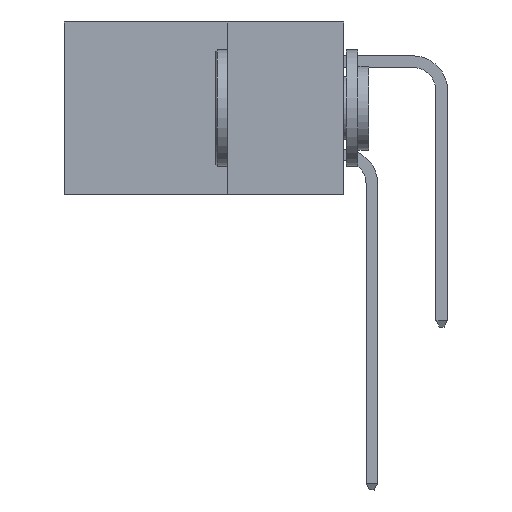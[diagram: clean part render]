
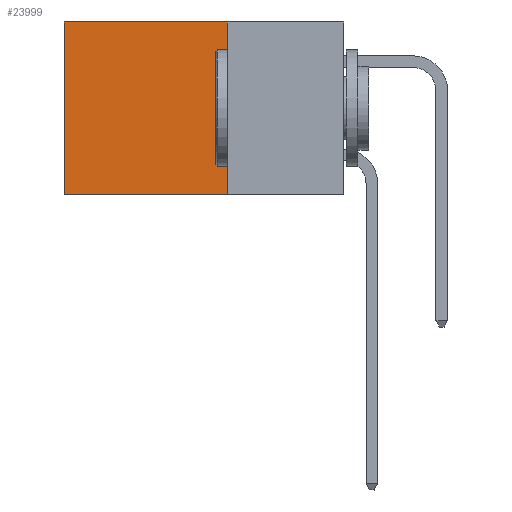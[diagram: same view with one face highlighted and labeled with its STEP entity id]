
A CAD part, left-side view. The second image highlights one B-rep face of the part: STEP entity #23999.
In plain terms, the highlighted planar face has unit normal (-1, 0, 0).
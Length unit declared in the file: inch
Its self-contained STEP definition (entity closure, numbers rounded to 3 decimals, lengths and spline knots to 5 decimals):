
#608 = EDGE_CURVE ( 'NONE', #5181, #17609, #16844, .T. ) ;
#1408 = DIRECTION ( 'NONE',  ( 0., 1., 0. ) ) ;
#1516 = CARTESIAN_POINT ( 'NONE',  ( 0.298, 0.25, 0. ) ) ;
#2633 = VECTOR ( 'NONE', #25181, 39.37008 ) ;
#2641 = CARTESIAN_POINT ( 'NONE',  ( 0.298, 0.6, -0.37 ) ) ;
#4202 = LINE ( 'NONE', #11161, #14836 ) ;
#5181 = VERTEX_POINT ( 'NONE', #13239 ) ;
#6488 = DIRECTION ( 'NONE',  ( 0., 1., 0. ) ) ;
#7099 = AXIS2_PLACEMENT_3D ( 'NONE', #1516, #15501, #17757 ) ;
#7450 = EDGE_LOOP ( 'NONE', ( #11870, #20782, #9816, #19114 ) ) ;
#8217 = VERTEX_POINT ( 'NONE', #19042 ) ;
#8721 = FACE_OUTER_BOUND ( 'NONE', #7450, .T. ) ;
#9248 = CARTESIAN_POINT ( 'NONE',  ( 0.298, 0.6, 0. ) ) ;
#9289 = DIRECTION ( 'NONE',  ( 0., 0., -1. ) ) ;
#9816 = ORIENTED_EDGE ( 'NONE', *, *, #16953, .F. ) ;
#10405 = EDGE_CURVE ( 'NONE', #17609, #13284, #25199, .T. ) ;
#11161 = CARTESIAN_POINT ( 'NONE',  ( 0.298, 0.25, 0. ) ) ;
#11870 = ORIENTED_EDGE ( 'NONE', *, *, #10405, .T. ) ;
#12027 = LINE ( 'NONE', #22805, #15493 ) ;
#13239 = CARTESIAN_POINT ( 'NONE',  ( 0.298, 0.25, 0. ) ) ;
#13284 = VERTEX_POINT ( 'NONE', #2641 ) ;
#13498 = CARTESIAN_POINT ( 'NONE',  ( 0.298, 0.25, 0. ) ) ;
#14836 = VECTOR ( 'NONE', #9289, 39.37008 ) ;
#15493 = VECTOR ( 'NONE', #6488, 39.37008 ) ;
#15501 = DIRECTION ( 'NONE',  ( 1., 0., 0. ) ) ;
#16844 = LINE ( 'NONE', #13498, #24388 ) ;
#16953 = EDGE_CURVE ( 'NONE', #5181, #8217, #4202, .T. ) ;
#17609 = VERTEX_POINT ( 'NONE', #17779 ) ;
#17757 = DIRECTION ( 'NONE',  ( 0., 0., -1. ) ) ;
#17779 = CARTESIAN_POINT ( 'NONE',  ( 0.298, 0.6, 0. ) ) ;
#19042 = CARTESIAN_POINT ( 'NONE',  ( 0.298, 0.25, -0.37 ) ) ;
#19114 = ORIENTED_EDGE ( 'NONE', *, *, #608, .T. ) ;
#20782 = ORIENTED_EDGE ( 'NONE', *, *, #21480, .F. ) ;
#21480 = EDGE_CURVE ( 'NONE', #8217, #13284, #12027, .T. ) ;
#22805 = CARTESIAN_POINT ( 'NONE',  ( 0.298, 0.25, -0.37 ) ) ;
#23999 = ADVANCED_FACE ( 'NONE', ( #8721 ), #25688, .F. ) ;
#24388 = VECTOR ( 'NONE', #1408, 39.37008 ) ;
#25181 = DIRECTION ( 'NONE',  ( 0., 0., -1. ) ) ;
#25199 = LINE ( 'NONE', #9248, #2633 ) ;
#25688 = PLANE ( 'NONE',  #7099 ) ;
